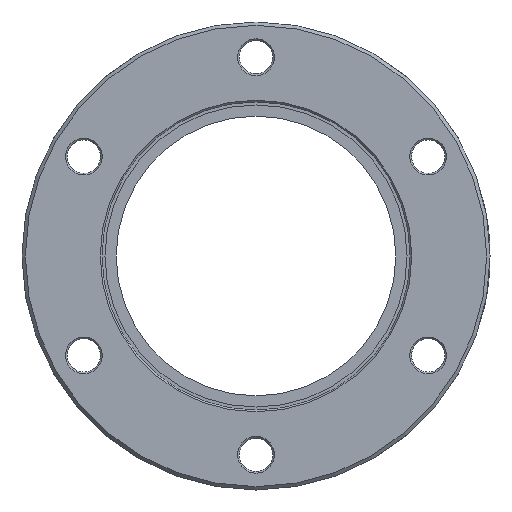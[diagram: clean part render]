
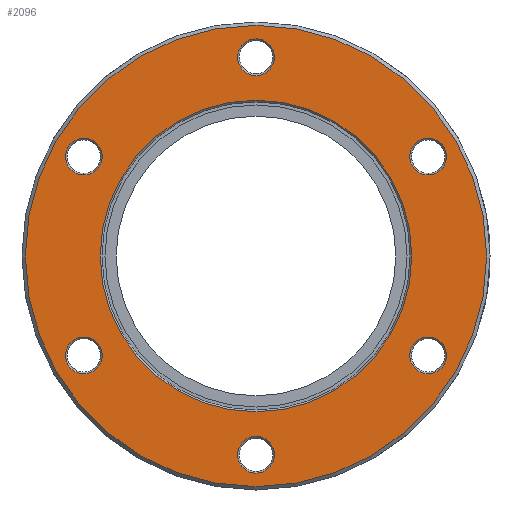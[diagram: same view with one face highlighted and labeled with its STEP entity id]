
A CAD part, front view. The second image highlights one B-rep face of the part: STEP entity #2096.
In plain terms, the highlighted planar face has unit normal (0, -1, 0).
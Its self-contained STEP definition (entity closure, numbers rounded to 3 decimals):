
#429=PLANE('',#2289);
#479=FACE_BOUND('',#668,.T.);
#480=FACE_BOUND('',#669,.T.);
#481=FACE_BOUND('',#670,.T.);
#482=FACE_BOUND('',#671,.T.);
#483=FACE_BOUND('',#672,.T.);
#484=FACE_BOUND('',#673,.T.);
#485=FACE_BOUND('',#674,.T.);
#534=FACE_OUTER_BOUND('',#667,.T.);
#667=EDGE_LOOP('',(#1463));
#668=EDGE_LOOP('',(#1464));
#669=EDGE_LOOP('',(#1465));
#670=EDGE_LOOP('',(#1466));
#671=EDGE_LOOP('',(#1467));
#672=EDGE_LOOP('',(#1468));
#673=EDGE_LOOP('',(#1469));
#674=EDGE_LOOP('',(#1470));
#853=CIRCLE('',#2288,23.);
#854=CIRCLE('',#2290,34.05);
#855=CIRCLE('',#2291,2.709);
#856=CIRCLE('',#2292,2.709);
#857=CIRCLE('',#2293,2.709);
#858=CIRCLE('',#2294,2.709);
#859=CIRCLE('',#2295,2.709);
#860=CIRCLE('',#2296,2.709);
#935=VERTEX_POINT('',#3006);
#936=VERTEX_POINT('',#3009);
#937=VERTEX_POINT('',#3011);
#938=VERTEX_POINT('',#3013);
#939=VERTEX_POINT('',#3015);
#940=VERTEX_POINT('',#3017);
#941=VERTEX_POINT('',#3019);
#942=VERTEX_POINT('',#3021);
#1154=EDGE_CURVE('',#935,#935,#853,.T.);
#1155=EDGE_CURVE('',#936,#936,#854,.T.);
#1156=EDGE_CURVE('',#937,#937,#855,.T.);
#1157=EDGE_CURVE('',#938,#938,#856,.T.);
#1158=EDGE_CURVE('',#939,#939,#857,.T.);
#1159=EDGE_CURVE('',#940,#940,#858,.T.);
#1160=EDGE_CURVE('',#941,#941,#859,.T.);
#1161=EDGE_CURVE('',#942,#942,#860,.T.);
#1463=ORIENTED_EDGE('',*,*,#1155,.F.);
#1464=ORIENTED_EDGE('',*,*,#1156,.F.);
#1465=ORIENTED_EDGE('',*,*,#1157,.F.);
#1466=ORIENTED_EDGE('',*,*,#1158,.F.);
#1467=ORIENTED_EDGE('',*,*,#1159,.F.);
#1468=ORIENTED_EDGE('',*,*,#1160,.F.);
#1469=ORIENTED_EDGE('',*,*,#1161,.F.);
#1470=ORIENTED_EDGE('',*,*,#1154,.F.);
#2096=ADVANCED_FACE('',(#534,#479,#480,#481,#482,#483,#484,#485),#429,.T.);
#2288=AXIS2_PLACEMENT_3D('',#3007,#2494,#2495);
#2289=AXIS2_PLACEMENT_3D('',#3008,#2496,#2497);
#2290=AXIS2_PLACEMENT_3D('',#3010,#2498,#2499);
#2291=AXIS2_PLACEMENT_3D('',#3012,#2500,#2501);
#2292=AXIS2_PLACEMENT_3D('',#3014,#2502,#2503);
#2293=AXIS2_PLACEMENT_3D('',#3016,#2504,#2505);
#2294=AXIS2_PLACEMENT_3D('',#3018,#2506,#2507);
#2295=AXIS2_PLACEMENT_3D('',#3020,#2508,#2509);
#2296=AXIS2_PLACEMENT_3D('',#3022,#2510,#2511);
#2494=DIRECTION('center_axis',(0.,-1.,0.));
#2495=DIRECTION('ref_axis',(1.,0.,0.));
#2496=DIRECTION('center_axis',(0.,-1.,0.));
#2497=DIRECTION('ref_axis',(0.,0.,-1.));
#2498=DIRECTION('center_axis',(0.,1.,0.));
#2499=DIRECTION('ref_axis',(1.,0.,0.));
#2500=DIRECTION('center_axis',(0.,-1.,0.));
#2501=DIRECTION('ref_axis',(-0.5,0.,0.866));
#2502=DIRECTION('center_axis',(0.,-1.,0.));
#2503=DIRECTION('ref_axis',(-0.5,0.,-0.866));
#2504=DIRECTION('center_axis',(0.,-1.,0.));
#2505=DIRECTION('ref_axis',(1.,0.,0.));
#2506=DIRECTION('center_axis',(0.,-1.,0.));
#2507=DIRECTION('ref_axis',(0.5,0.,-0.866));
#2508=DIRECTION('center_axis',(0.,-1.,0.));
#2509=DIRECTION('ref_axis',(-1.,0.,0.));
#2510=DIRECTION('center_axis',(0.,-1.,0.));
#2511=DIRECTION('ref_axis',(0.5,0.,0.866));
#3006=CARTESIAN_POINT('',(-23.,0.,0.));
#3007=CARTESIAN_POINT('Origin',(0.,0.,0.));
#3008=CARTESIAN_POINT('Origin',(-34.55,0.,0.));
#3009=CARTESIAN_POINT('',(-34.05,0.,0.));
#3010=CARTESIAN_POINT('Origin',(0.,0.,0.));
#3011=CARTESIAN_POINT('',(26.772,0.,12.329));
#3012=CARTESIAN_POINT('Origin',(25.418,0.,14.675));
#3013=CARTESIAN_POINT('',(-24.064,0.,17.021));
#3014=CARTESIAN_POINT('Origin',(-25.418,0.,14.675));
#3015=CARTESIAN_POINT('',(-2.709,0.,-29.35));
#3016=CARTESIAN_POINT('Origin',(0.,0.,-29.35));
#3017=CARTESIAN_POINT('',(-26.772,0.,-12.329));
#3018=CARTESIAN_POINT('Origin',(-25.418,0.,-14.675));
#3019=CARTESIAN_POINT('',(2.709,0.,29.35));
#3020=CARTESIAN_POINT('Origin',(0.,0.,29.35));
#3021=CARTESIAN_POINT('',(24.064,0.,-17.021));
#3022=CARTESIAN_POINT('Origin',(25.418,0.,-14.675));
